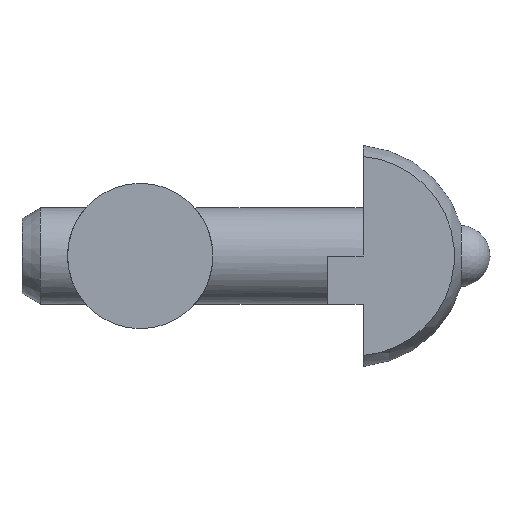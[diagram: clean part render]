
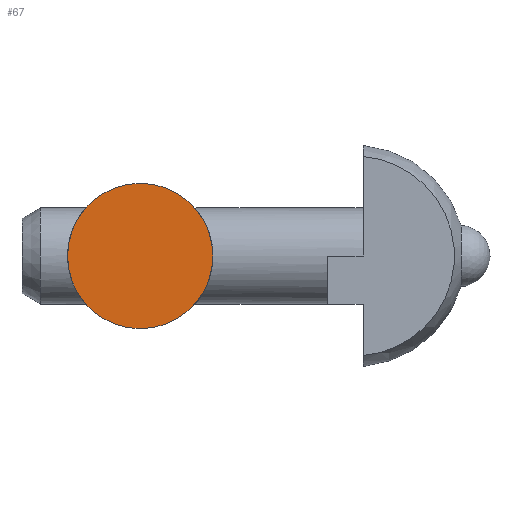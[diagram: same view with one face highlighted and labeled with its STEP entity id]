
A CAD part, front view. The second image highlights one B-rep face of the part: STEP entity #67.
In plain terms, the highlighted planar face has unit normal (0, -1, 0).
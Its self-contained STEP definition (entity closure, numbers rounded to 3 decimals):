
#67 = ADVANCED_FACE( '', ( #159 ), #160, .F. );
#159 = FACE_OUTER_BOUND( '', #276, .T. );
#160 = PLANE( '', #277 );
#276 = EDGE_LOOP( '', ( #406 ) );
#277 = AXIS2_PLACEMENT_3D( '', #407, #408, #409 );
#406 = ORIENTED_EDGE( '', *, *, #609, .T. );
#407 = CARTESIAN_POINT( '', ( 5.9, -7.5, 0. ) );
#408 = DIRECTION( '', ( 0., 1., 0. ) );
#409 = DIRECTION( '', ( -1., 0., 0. ) );
#609 = EDGE_CURVE( '', #704, #704, #705, .T. );
#704 = VERTEX_POINT( '', #906 );
#705 = CIRCLE( '', #907, 5.9 );
#906 = CARTESIAN_POINT( '', ( 5.9, -7.5, 0. ) );
#907 = AXIS2_PLACEMENT_3D( '', #1251, #1252, #1253 );
#1251 = CARTESIAN_POINT( '', ( 0., -7.5, 0. ) );
#1252 = DIRECTION( '', ( 0., -1., 0. ) );
#1253 = DIRECTION( '', ( 1., 0., 0. ) );
